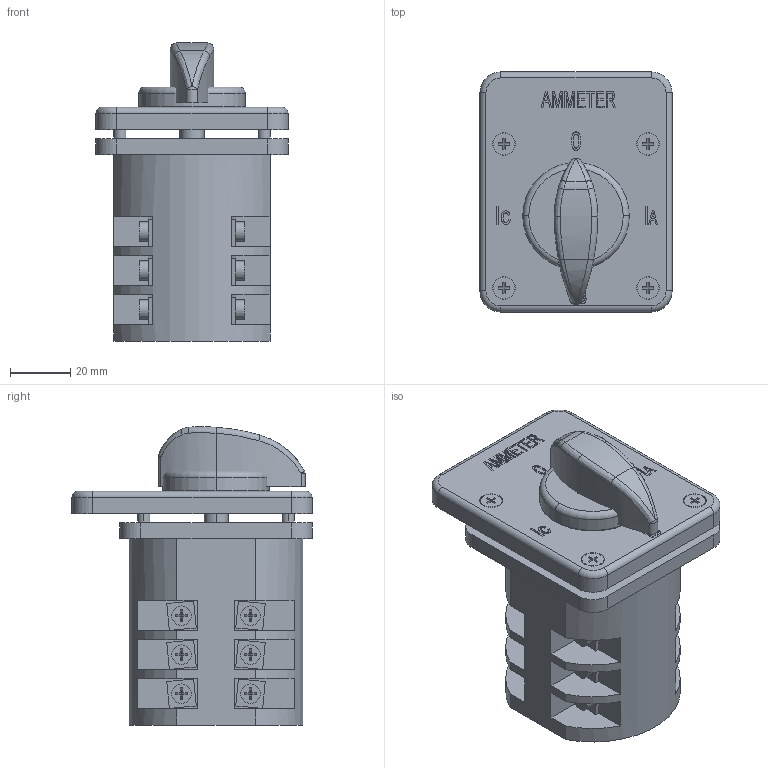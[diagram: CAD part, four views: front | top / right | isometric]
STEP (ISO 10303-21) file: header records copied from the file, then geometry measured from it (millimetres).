
FILE_DESCRIPTION (( 'STEP AP214' ), '1' );
FILE_NAME ('BCS13-032-6 Ïåðåêëþ÷àòåëü êóëà÷ê. ÏÊÏ32-63_Î 32À Ic-O-Ia-Ib 3Ð_400Â.STEP', '2017-12-13T11:34:50', ( '' ), ( '' ), 'SwSTEP 2.0', 'SolidWorks 2014', '' );
FILE_SCHEMA (( 'AUTOMOTIVE_DESIGN' ));
Length unit declared in the file: millimetre
Products named in the file (1): BCS13-032-6 Ïåðåêëþ÷àòåëü êóëà÷ê. ÏÊÏ32-63_Î 32À Ic-O-Ia-Ib 3Ð_400Â
Bounding box: 64 x 80 x 99.48 mm (x, y, z)
Volume: 213555.7 mm3; surface area: 44039 mm2
Topology: 6 solids, 6 shells, 626 faces, 1523 edges, 980 vertices
Faces by surface type: plane 480, cylinder 86, bspline 52, torus 6, sphere 2
Entity records: 20436 total; most frequent: CARTESIAN_POINT 5864, ORIENTED_EDGE 3038, DIRECTION 2769, EDGE_CURVE 1519, VECTOR 1211, LINE 1211, VERTEX_POINT 978, AXIS2_PLACEMENT_3D 779
